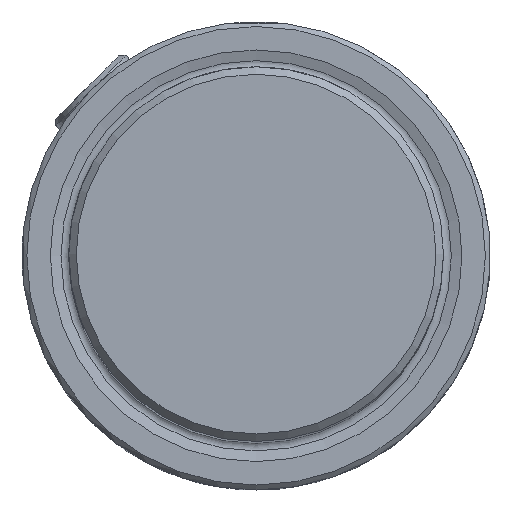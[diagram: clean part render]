
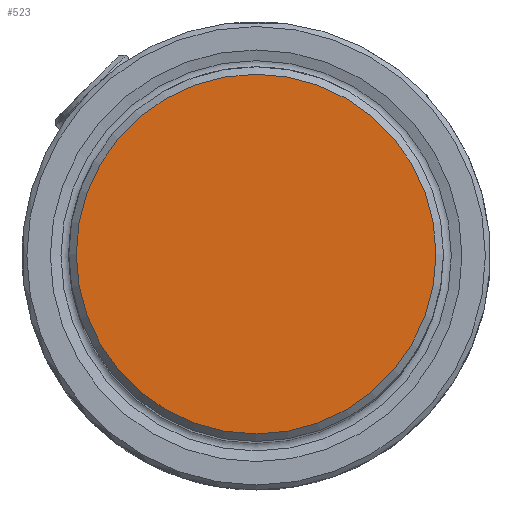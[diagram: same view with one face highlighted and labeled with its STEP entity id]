
A CAD part, top view. The second image highlights one B-rep face of the part: STEP entity #523.
In plain terms, the highlighted planar face has unit normal (0, 0, 1).
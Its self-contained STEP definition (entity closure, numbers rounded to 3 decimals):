
#398=CIRCLE('',#5020,18.287);
#523=ADVANCED_FACE('',(#921),#791,.T.);
#791=PLANE('',#5021);
#921=FACE_OUTER_BOUND('',#1160,.T.);
#1160=EDGE_LOOP('',(#1749));
#1749=ORIENTED_EDGE('',*,*,#3623,.T.);
#3130=VERTEX_POINT('',#7266);
#3623=EDGE_CURVE('',#3130,#3130,#398,.T.);
#5020=AXIS2_PLACEMENT_3D('',#7265,#5679,#5680);
#5021=AXIS2_PLACEMENT_3D('',#7267,#5681,#5682);
#5679=DIRECTION('',(0.,0.,1.));
#5680=DIRECTION('',(0.,-1.,0.));
#5681=DIRECTION('',(0.,0.,1.));
#5682=DIRECTION('',(0.,1.,0.));
#7265=CARTESIAN_POINT('',(0.,0.,95.25));
#7266=CARTESIAN_POINT('',(0.,-18.287,95.25));
#7267=CARTESIAN_POINT('',(0.,0.,95.25));
